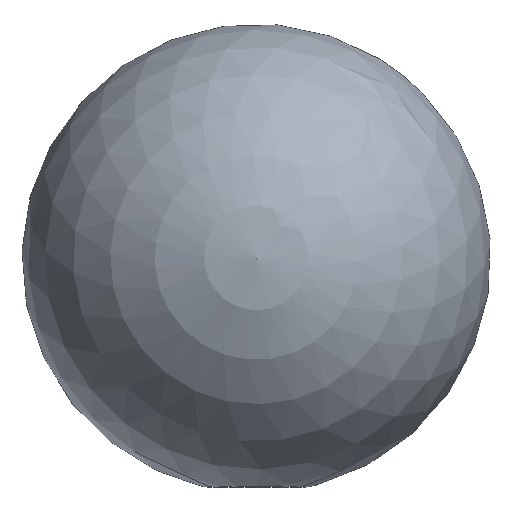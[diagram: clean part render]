
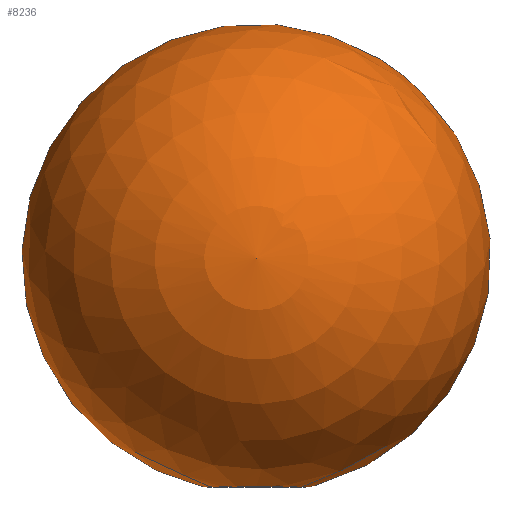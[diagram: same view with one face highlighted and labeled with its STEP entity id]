
A CAD part, top view. The second image highlights one B-rep face of the part: STEP entity #8236.
In plain terms, the highlighted spherical face has radius 15 mm.
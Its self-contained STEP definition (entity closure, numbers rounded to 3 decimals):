
#605 = CARTESIAN_POINT ( 'NONE',  ( 0., 0.38, 0. ) ) ;
#982 = FACE_OUTER_BOUND ( 'NONE', #6003, .T. ) ;
#1745 = DIRECTION ( 'NONE',  ( 0., 0., 1. ) ) ;
#4050 = EDGE_CURVE ( 'NONE', #6016, #6016, #8192, .T. ) ;
#5072 = CARTESIAN_POINT ( 'NONE',  ( 0., 0.38, 3.355 ) ) ;
#5362 = SPHERICAL_SURFACE ( 'NONE', #6311, 15. ) ;
#5933 = DIRECTION ( 'NONE',  ( 0., 0., -1. ) ) ;
#6003 = EDGE_LOOP ( 'NONE', ( #6906 ) ) ;
#6016 = VERTEX_POINT ( 'NONE', #5072 ) ;
#6311 = AXIS2_PLACEMENT_3D ( 'NONE', #11185, #5933, #13663 ) ;
#6906 = ORIENTED_EDGE ( 'NONE', *, *, #4050, .T. ) ;
#8192 = CIRCLE ( 'NONE', #10487, 3.355 ) ;
#8236 = ADVANCED_FACE ( 'NONE', ( #982 ), #5362, .T. ) ;
#8420 = DIRECTION ( 'NONE',  ( 0., 1., 0. ) ) ;
#10487 = AXIS2_PLACEMENT_3D ( 'NONE', #605, #8420, #1745 ) ;
#11185 = CARTESIAN_POINT ( 'NONE',  ( 0., 15., 0. ) ) ;
#13663 = DIRECTION ( 'NONE',  ( -1., 0., 0. ) ) ;
